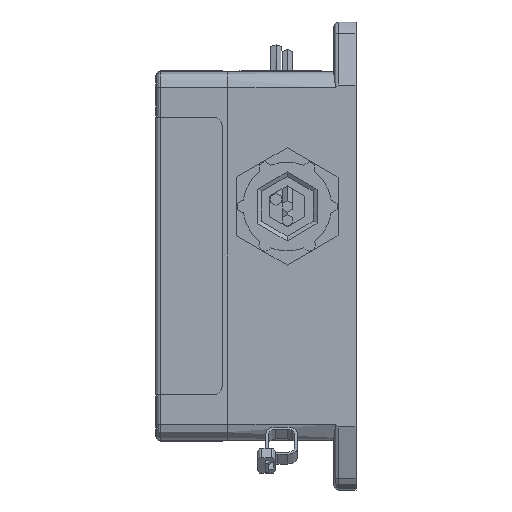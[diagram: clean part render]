
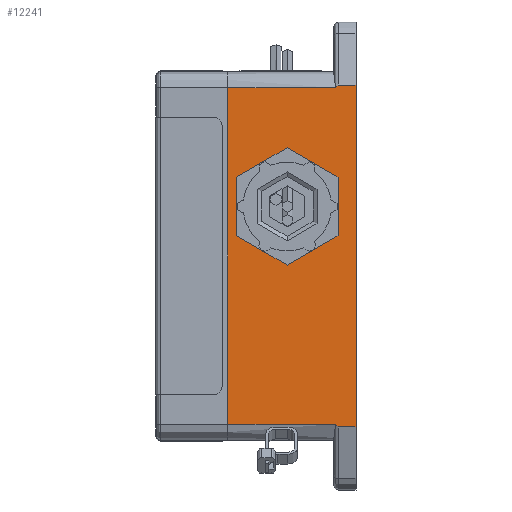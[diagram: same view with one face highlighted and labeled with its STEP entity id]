
A CAD part, left-side view. The second image highlights one B-rep face of the part: STEP entity #12241.
In plain terms, the highlighted planar face has unit normal (-1, 0, 0).
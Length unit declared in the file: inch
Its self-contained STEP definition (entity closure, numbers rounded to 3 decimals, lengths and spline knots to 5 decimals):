
#2140 = DIRECTION ( 'NONE',  ( 0., 0., 1. ) ) ;
#2895 = LINE ( 'NONE', #125299, #128630 ) ;
#3928 = ORIENTED_EDGE ( 'NONE', *, *, #223460, .F. ) ;
#6285 = VERTEX_POINT ( 'NONE', #115213 ) ;
#12241 = ADVANCED_FACE ( 'NONE', ( #130630, #50699 ), #235520, .F. ) ;
#15127 = DIRECTION ( 'NONE',  ( 0., 1., 0. ) ) ;
#15628 = DIRECTION ( 'NONE',  ( 0., -1., 0. ) ) ;
#19435 = DIRECTION ( 'NONE',  ( -1., 0., 0. ) ) ;
#19506 = VERTEX_POINT ( 'NONE', #203957 ) ;
#25466 = ORIENTED_EDGE ( 'NONE', *, *, #35569, .F. ) ;
#27213 = VERTEX_POINT ( 'NONE', #130809 ) ;
#27893 = VERTEX_POINT ( 'NONE', #145536 ) ;
#27950 = AXIS2_PLACEMENT_3D ( 'NONE', #112770, #19435, #183274 ) ;
#35569 = EDGE_CURVE ( 'NONE', #27213, #110877, #231731, .T. ) ;
#38755 = EDGE_LOOP ( 'NONE', ( #25466, #202096 ) ) ;
#43929 = EDGE_CURVE ( 'NONE', #27893, #68603, #207816, .T. ) ;
#44210 = EDGE_CURVE ( 'NONE', #19506, #58084, #170423, .T. ) ;
#44370 = EDGE_CURVE ( 'NONE', #52213, #148122, #92956, .T. ) ;
#45548 = VERTEX_POINT ( 'NONE', #93098 ) ;
#50699 = FACE_OUTER_BOUND ( 'NONE', #194393, .T. ) ;
#50932 = DIRECTION ( 'NONE',  ( -1., 0., 0. ) ) ;
#51693 = LINE ( 'NONE', #164273, #143138 ) ;
#51750 = CARTESIAN_POINT ( 'NONE',  ( -1.8, 0.24101, 2.07371 ) ) ;
#52213 = VERTEX_POINT ( 'NONE', #84684 ) ;
#58084 = VERTEX_POINT ( 'NONE', #213072 ) ;
#62368 = ORIENTED_EDGE ( 'NONE', *, *, #66279, .F. ) ;
#66279 = EDGE_CURVE ( 'NONE', #19506, #45548, #51693, .T. ) ;
#66896 = CARTESIAN_POINT ( 'NONE',  ( -1.8, 0.84, 0.605 ) ) ;
#67211 = CARTESIAN_POINT ( 'NONE',  ( -1.8, 0.23032, -2.08625 ) ) ;
#68603 = VERTEX_POINT ( 'NONE', #145291 ) ;
#69795 = EDGE_CURVE ( 'NONE', #68603, #6285, #220665, .T. ) ;
#71710 = CARTESIAN_POINT ( 'NONE',  ( -1.8, 0.269, 2.855 ) ) ;
#81214 = ORIENTED_EDGE ( 'NONE', *, *, #201305, .T. ) ;
#84684 = CARTESIAN_POINT ( 'NONE',  ( -1.8, 1.5645, -2.05 ) ) ;
#89304 = DIRECTION ( 'NONE',  ( 1., 0., 0. ) ) ;
#91232 = ORIENTED_EDGE ( 'NONE', *, *, #44370, .T. ) ;
#91475 = AXIS2_PLACEMENT_3D ( 'NONE', #66896, #50932, #175724 ) ;
#92956 = LINE ( 'NONE', #119416, #204484 ) ;
#93098 = CARTESIAN_POINT ( 'NONE',  ( -1.8, 0.219, -2.08625 ) ) ;
#106834 = CARTESIAN_POINT ( 'NONE',  ( -1.8, 0.23032, 2.08625 ) ) ;
#109108 = DIRECTION ( 'NONE',  ( 0., 1., 0. ) ) ;
#110877 = VERTEX_POINT ( 'NONE', #158080 ) ;
#112134 = EDGE_CURVE ( 'NONE', #110877, #27213, #112271, .T. ) ;
#112271 = CIRCLE ( 'NONE', #91475, 0.2875 ) ;
#112770 = CARTESIAN_POINT ( 'NONE',  ( -1.8, 0.84, 0.605 ) ) ;
#115213 = CARTESIAN_POINT ( 'NONE',  ( -1.8, 1.5645, 2.05 ) ) ;
#119416 = CARTESIAN_POINT ( 'NONE',  ( -1.8, 0.269, -2.05 ) ) ;
#125299 = CARTESIAN_POINT ( 'NONE',  ( -1.8, 0., 2.08625 ) ) ;
#128630 = VECTOR ( 'NONE', #15127, 39.37008 ) ;
#129844 = CARTESIAN_POINT ( 'NONE',  ( -1.8, 0., 2.855 ) ) ;
#130630 = FACE_BOUND ( 'NONE', #38755, .T. ) ;
#130809 = CARTESIAN_POINT ( 'NONE',  ( -1.8, 0.84, 0.8925 ) ) ;
#133826 = LINE ( 'NONE', #200145, #202450 ) ;
#143138 = VECTOR ( 'NONE', #109108, 39.37008 ) ;
#143227 = CARTESIAN_POINT ( 'NONE',  ( -1.8, 0.24991, -2.05 ) ) ;
#145291 = CARTESIAN_POINT ( 'NONE',  ( -1.8, 0.24991, 2.05 ) ) ;
#145536 = CARTESIAN_POINT ( 'NONE',  ( -1.8, 0.219, 2.08625 ) ) ;
#147316 = CARTESIAN_POINT ( 'NONE',  ( -1.8, 0.269, 2.05 ) ) ;
#148122 = VERTEX_POINT ( 'NONE', #143227 ) ;
#153104 = VECTOR ( 'NONE', #2140, 39.37008 ) ;
#155758 = ORIENTED_EDGE ( 'NONE', *, *, #202844, .T. ) ;
#158080 = CARTESIAN_POINT ( 'NONE',  ( -1.8, 0.84, 0.3175 ) ) ;
#158802 = CARTESIAN_POINT ( 'NONE',  ( -1.8, 0.24991, 2.05 ) ) ;
#159937 = CARTESIAN_POINT ( 'NONE',  ( -1.8, 0.24101, -2.07371 ) ) ;
#160725 = CARTESIAN_POINT ( 'NONE',  ( -1.8, 0.219, -2.08625 ) ) ;
#161209 = CARTESIAN_POINT ( 'NONE',  ( -1.8, 0.219, 2.08625 ) ) ;
#164273 = CARTESIAN_POINT ( 'NONE',  ( -1.8, 0., -2.08625 ) ) ;
#170423 = LINE ( 'NONE', #129844, #153104 ) ;
#170997 = ORIENTED_EDGE ( 'NONE', *, *, #43929, .T. ) ;
#175160 = VECTOR ( 'NONE', #201718, 39.37008 ) ;
#175724 = DIRECTION ( 'NONE',  ( 0., 0., 1. ) ) ;
#182411 = AXIS2_PLACEMENT_3D ( 'NONE', #71710, #89304, #199667 ) ;
#183274 = DIRECTION ( 'NONE',  ( 0., 0., 1. ) ) ;
#184996 = ORIENTED_EDGE ( 'NONE', *, *, #44210, .T. ) ;
#190886 = ORIENTED_EDGE ( 'NONE', *, *, #69795, .T. ) ;
#194393 = EDGE_LOOP ( 'NONE', ( #170997, #190886, #3928, #91232, #81214, #62368, #184996, #155758 ) ) ;
#197793 = DIRECTION ( 'NONE',  ( 0., 0., 1. ) ) ;
#199667 = DIRECTION ( 'NONE',  ( 0., 0., -1. ) ) ;
#200145 = CARTESIAN_POINT ( 'NONE',  ( -1.8, 1.5645, 2.25 ) ) ;
#201305 = EDGE_CURVE ( 'NONE', #148122, #45548, #232436, .T. ) ;
#201718 = DIRECTION ( 'NONE',  ( 0., 1., 0. ) ) ;
#202096 = ORIENTED_EDGE ( 'NONE', *, *, #112134, .F. ) ;
#202450 = VECTOR ( 'NONE', #197793, 39.37008 ) ;
#202844 = EDGE_CURVE ( 'NONE', #58084, #27893, #2895, .T. ) ;
#203957 = CARTESIAN_POINT ( 'NONE',  ( -1.8, 0., -2.08625 ) ) ;
#204484 = VECTOR ( 'NONE', #15628, 39.37008 ) ;
#207816 =( BOUNDED_CURVE ( )  B_SPLINE_CURVE ( 3, ( #161209, #106834, #51750, #158802 ),
 .UNSPECIFIED., .F., .F. ) 
 B_SPLINE_CURVE_WITH_KNOTS ( ( 4, 4 ),
 ( 3.14159, 3.80808 ),
 .UNSPECIFIED. ) 
 CURVE ( )  GEOMETRIC_REPRESENTATION_ITEM ( )  RATIONAL_B_SPLINE_CURVE ( ( 1., 0.963, 0.963, 1. ) ) 
 REPRESENTATION_ITEM ( '' )  );
#213072 = CARTESIAN_POINT ( 'NONE',  ( -1.8, 0., 2.08625 ) ) ;
#220665 = LINE ( 'NONE', #147316, #175160 ) ;
#223460 = EDGE_CURVE ( 'NONE', #52213, #6285, #133826, .T. ) ;
#231731 = CIRCLE ( 'NONE', #27950, 0.2875 ) ;
#232436 =( BOUNDED_CURVE ( )  B_SPLINE_CURVE ( 3, ( #234149, #159937, #67211, #160725 ),
 .UNSPECIFIED., .F., .F. ) 
 B_SPLINE_CURVE_WITH_KNOTS ( ( 4, 4 ),
 ( 5.6167, 6.28319 ),
 .UNSPECIFIED. ) 
 CURVE ( )  GEOMETRIC_REPRESENTATION_ITEM ( )  RATIONAL_B_SPLINE_CURVE ( ( 1., 0.963, 0.963, 1. ) ) 
 REPRESENTATION_ITEM ( '' )  );
#234149 = CARTESIAN_POINT ( 'NONE',  ( -1.8, 0.24991, -2.05 ) ) ;
#235520 = PLANE ( 'NONE',  #182411 ) ;
